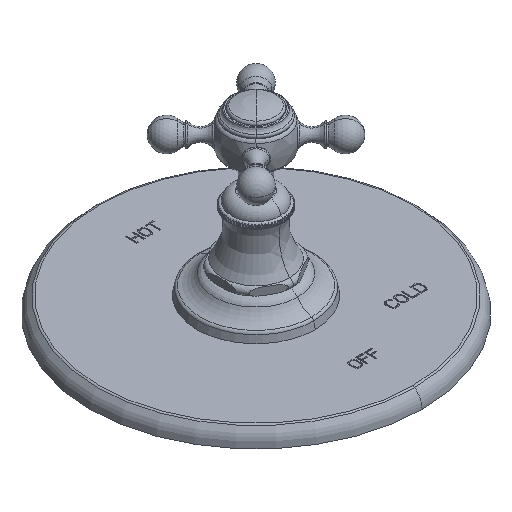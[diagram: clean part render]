
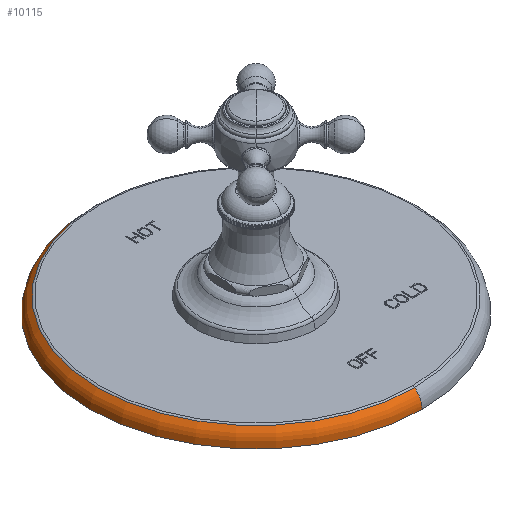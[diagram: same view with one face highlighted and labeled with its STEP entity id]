
A CAD part, isometric view. The second image highlights one B-rep face of the part: STEP entity #10115.
In plain terms, the highlighted toroidal (fillet/blend) face has major radius 74.612 mm and minor radius 9.525 mm.
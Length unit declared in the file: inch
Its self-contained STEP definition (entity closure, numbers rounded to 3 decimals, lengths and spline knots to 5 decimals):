
#900=CARTESIAN_POINT('',(0.,0.,0.30048));
#901=DIRECTION('',(0.,0.,-1.));
#902=DIRECTION('',(0.,-1.,0.));
#903=AXIS2_PLACEMENT_3D('',#900,#901,#902);
#915=CARTESIAN_POINT('',(0.,0.,0.));
#916=DIRECTION('',(0.,0.,1.));
#917=DIRECTION('',(0.,1.,0.));
#918=AXIS2_PLACEMENT_3D('',#915,#916,#917);
#925=CARTESIAN_POINT('',(0.,-2.9375,0.));
#926=DIRECTION('',(1.,0.,0.));
#927=DIRECTION('',(0.,-0.598,0.801));
#928=AXIS2_PLACEMENT_3D('',#925,#926,#927);
#930=CARTESIAN_POINT('',(0.,2.9375,0.));
#931=DIRECTION('',(-1.,0.,0.));
#932=DIRECTION('',(0.,0.598,0.801));
#933=AXIS2_PLACEMENT_3D('',#930,#931,#932);
#9154=CARTESIAN_POINT('',(0.,-3.16186,
0.30048));
#9155=CARTESIAN_POINT('',(0.,3.16186,
0.30048));
#9156=VERTEX_POINT('',#9154);
#9157=VERTEX_POINT('',#9155);
#9162=CARTESIAN_POINT('',(0.,3.3125,0.));
#9163=CARTESIAN_POINT('',(0.,-3.3125,0.));
#9164=VERTEX_POINT('',#9162);
#9165=VERTEX_POINT('',#9163);
#10101=CARTESIAN_POINT('',(0.,0.,0.));
#10102=DIRECTION('',(0.,0.,1.));
#10103=DIRECTION('',(0.,-1.,0.));
#10104=AXIS2_PLACEMENT_3D('',#10101,#10102,#10103);
#10105=TOROIDAL_SURFACE('',#10104,2.9375,0.375);
#10107=ORIENTED_EDGE('',*,*,#10106,.F.);
#10109=ORIENTED_EDGE('',*,*,#10108,.F.);
#10110=ORIENTED_EDGE('',*,*,#10091,.F.);
#10112=ORIENTED_EDGE('',*,*,#10111,.T.);
#10113=EDGE_LOOP('',(#10107,#10109,#10110,#10112));
#10114=FACE_OUTER_BOUND('',#10113,.F.);
#10115=ADVANCED_FACE('',(#10114),#10105,.T.);
#904=CIRCLE('',#903,3.16186);
#919=CIRCLE('',#918,3.3125);
#929=CIRCLE('',#928,0.375);
#934=CIRCLE('',#933,0.375);
#10091=EDGE_CURVE('',#9156,#9157,#904,.T.);
#10106=EDGE_CURVE('',#9164,#9165,#919,.T.);
#10108=EDGE_CURVE('',#9157,#9164,#934,.T.);
#10111=EDGE_CURVE('',#9156,#9165,#929,.T.);
